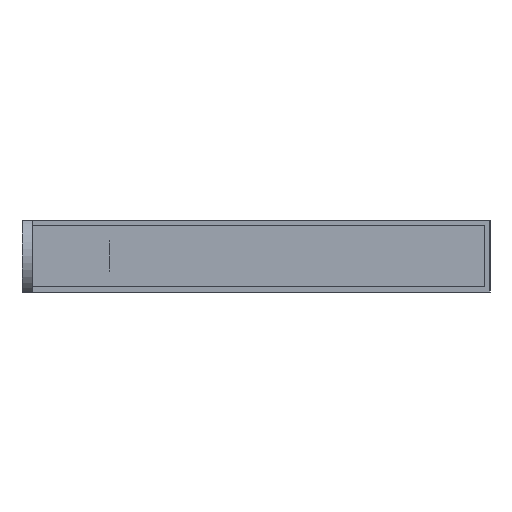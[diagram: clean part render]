
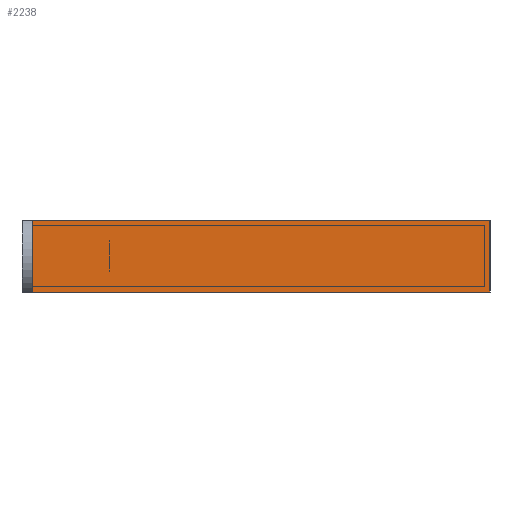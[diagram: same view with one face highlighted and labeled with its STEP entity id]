
A CAD part, left-side view. The second image highlights one B-rep face of the part: STEP entity #2238.
In plain terms, the highlighted planar face has unit normal (-1, 0, 0).
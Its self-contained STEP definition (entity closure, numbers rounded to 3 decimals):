
#284 = VERTEX_POINT ( 'NONE', #960 ) ;
#960 = CARTESIAN_POINT ( 'NONE',  ( -211.5, 89., -7. ) ) ;
#1093 = DIRECTION ( 'NONE',  ( 0., 0., 1. ) ) ;
#1156 = ORIENTED_EDGE ( 'NONE', *, *, #7948, .F. ) ;
#1388 = CARTESIAN_POINT ( 'NONE',  ( -211.5, 14., -7. ) ) ;
#1497 = LINE ( 'NONE', #4618, #6701 ) ;
#1844 = EDGE_CURVE ( 'NONE', #3467, #8264, #7174, .T. ) ;
#2047 = CARTESIAN_POINT ( 'NONE',  ( -211.5, 0., 7. ) ) ;
#2238 = ADVANCED_FACE ( 'NONE', ( #4457 ), #7569, .F. ) ;
#2349 = VECTOR ( 'NONE', #3167, 1000. ) ;
#2951 = LINE ( 'NONE', #8533, #5562 ) ;
#3167 = DIRECTION ( 'NONE',  ( 0., -1., 0. ) ) ;
#3297 = EDGE_CURVE ( 'NONE', #284, #3467, #4812, .T. ) ;
#3372 = CARTESIAN_POINT ( 'NONE',  ( -211.5, 14., -7. ) ) ;
#3467 = VERTEX_POINT ( 'NONE', #4238 ) ;
#4238 = CARTESIAN_POINT ( 'NONE',  ( -211.5, 0., -7. ) ) ;
#4457 = FACE_OUTER_BOUND ( 'NONE', #7353, .T. ) ;
#4610 = ORIENTED_EDGE ( 'NONE', *, *, #6250, .F. ) ;
#4618 = CARTESIAN_POINT ( 'NONE',  ( -211.5, 14., 7. ) ) ;
#4650 = DIRECTION ( 'NONE',  ( 0., 0., 1. ) ) ;
#4812 = LINE ( 'NONE', #3372, #2349 ) ;
#5562 = VECTOR ( 'NONE', #4650, 1000. ) ;
#5611 = VECTOR ( 'NONE', #1093, 1000. ) ;
#6250 = EDGE_CURVE ( 'NONE', #284, #8003, #2951, .T. ) ;
#6432 = DIRECTION ( 'NONE',  ( 0., 0., -1. ) ) ;
#6701 = VECTOR ( 'NONE', #7726, 1000. ) ;
#7125 = CARTESIAN_POINT ( 'NONE',  ( -211.5, 0., -7. ) ) ;
#7174 = LINE ( 'NONE', #7125, #5611 ) ;
#7353 = EDGE_LOOP ( 'NONE', ( #10014, #1156, #4610, #7838 ) ) ;
#7569 = PLANE ( 'NONE',  #9665 ) ;
#7618 = DIRECTION ( 'NONE',  ( 1., 0., 0. ) ) ;
#7726 = DIRECTION ( 'NONE',  ( 0., -1., 0. ) ) ;
#7838 = ORIENTED_EDGE ( 'NONE', *, *, #3297, .T. ) ;
#7948 = EDGE_CURVE ( 'NONE', #8003, #8264, #1497, .T. ) ;
#7979 = CARTESIAN_POINT ( 'NONE',  ( -211.5, 89., 7. ) ) ;
#8003 = VERTEX_POINT ( 'NONE', #7979 ) ;
#8264 = VERTEX_POINT ( 'NONE', #2047 ) ;
#8533 = CARTESIAN_POINT ( 'NONE',  ( -211.5, 89., -7. ) ) ;
#9665 = AXIS2_PLACEMENT_3D ( 'NONE', #1388, #7618, #6432 ) ;
#10014 = ORIENTED_EDGE ( 'NONE', *, *, #1844, .T. ) ;
